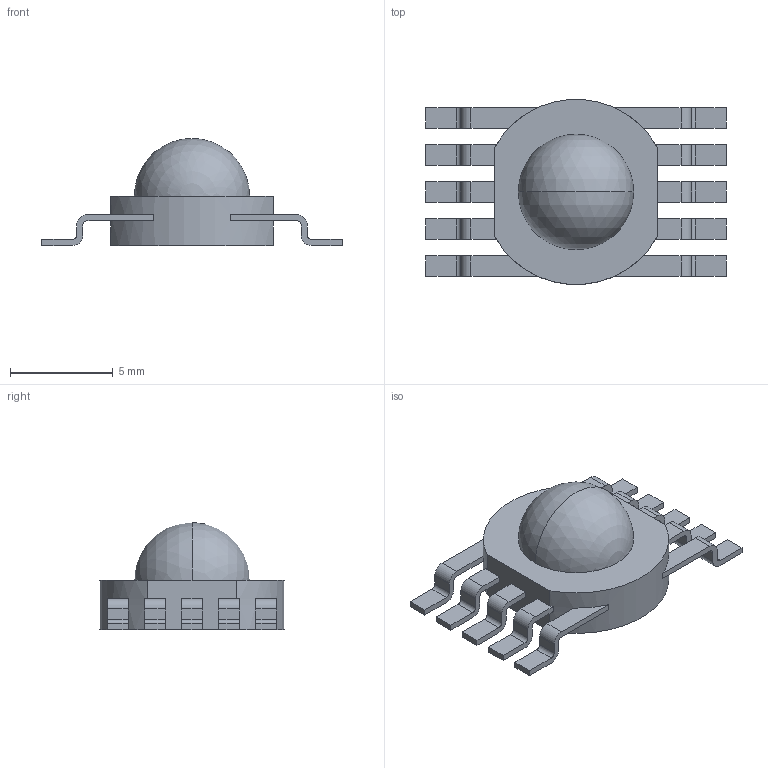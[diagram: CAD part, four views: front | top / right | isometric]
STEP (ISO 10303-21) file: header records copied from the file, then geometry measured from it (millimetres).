
FILE_DESCRIPTION (( 'STEP AP214' ), '1' );
FILE_NAME ('OT-15RGBWY.STEP', '2023-03-12T18:56:11', ( '' ), ( '' ), 'SwSTEP 2.0', 'SolidWorks 2022', '' );
FILE_SCHEMA (( 'AUTOMOTIVE_DESIGN' ));
Length unit declared in the file: millimetre
Products named in the file (1): OT-15RGBWY
Bounding box: 14.6 x 8.97 x 5.2 mm (x, y, z)
Volume: 205.3 mm3; surface area: 335.9 mm2
Topology: 1 solids, 1 shells, 138 faces, 392 edges, 261 vertices
Faces by surface type: plane 94, cylinder 42, sphere 2
Entity records: 6016 total; most frequent: CARTESIAN_POINT 786, ORIENTED_EDGE 776, DIRECTION 770, EDGE_CURVE 388, VECTOR 284, LINE 284, VERTEX_POINT 259, AXIS2_PLACEMENT_3D 243
